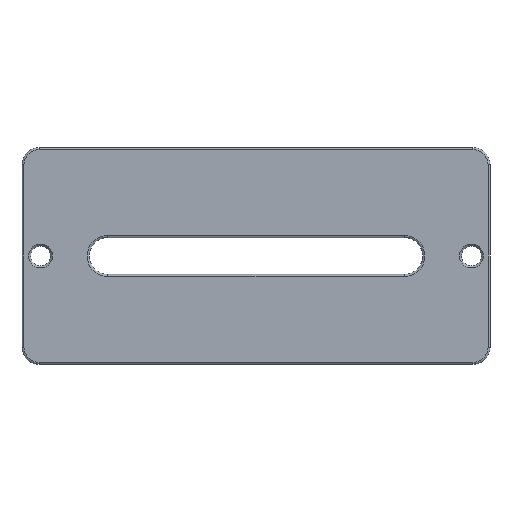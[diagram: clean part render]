
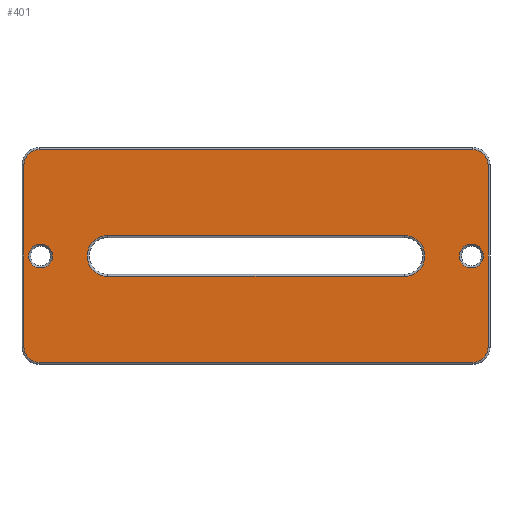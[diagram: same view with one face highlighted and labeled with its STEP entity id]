
A CAD part, front view. The second image highlights one B-rep face of the part: STEP entity #401.
In plain terms, the highlighted planar face has unit normal (0, -1, 0).
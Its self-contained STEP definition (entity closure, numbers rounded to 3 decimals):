
#16 = CARTESIAN_POINT ( 'NONE',  ( 0., 0., -3.575 ) ) ;
#18 = CIRCLE ( 'NONE', #987, 2.65 ) ;
#21 = CARTESIAN_POINT ( 'NONE',  ( 25.997, 0., -3.575 ) ) ;
#24 = CARTESIAN_POINT ( 'NONE',  ( -25.997, 0., -3.575 ) ) ;
#45 = DIRECTION ( 'NONE',  ( 1., 0., 0. ) ) ;
#49 = EDGE_CURVE ( 'NONE', #1100, #843, #943, .T. ) ;
#50 = DIRECTION ( 'NONE',  ( 0., -1., 0. ) ) ;
#63 = VECTOR ( 'NONE', #1091, 1000. ) ;
#73 = CARTESIAN_POINT ( 'NONE',  ( -37.75, 0., 0. ) ) ;
#81 = CARTESIAN_POINT ( 'NONE',  ( 0., 0., 0. ) ) ;
#82 = ORIENTED_EDGE ( 'NONE', *, *, #341, .T. ) ;
#91 = CARTESIAN_POINT ( 'NONE',  ( -38., 0., 16. ) ) ;
#101 = EDGE_CURVE ( 'NONE', #1208, #258, #848, .T. ) ;
#110 = DIRECTION ( 'NONE',  ( 0., 0., -1. ) ) ;
#113 = DIRECTION ( 'NONE',  ( 0., 0., -1. ) ) ;
#139 = EDGE_CURVE ( 'NONE', #898, #891, #828, .T. ) ;
#140 = EDGE_CURVE ( 'NONE', #1023, #1388, #570, .T. ) ;
#143 = EDGE_LOOP ( 'NONE', ( #1001, #1314 ) ) ;
#154 = CARTESIAN_POINT ( 'NONE',  ( -38., 0., 18.65 ) ) ;
#161 = ORIENTED_EDGE ( 'NONE', *, *, #737, .T. ) ;
#179 = VERTEX_POINT ( 'NONE', #607 ) ;
#191 = CARTESIAN_POINT ( 'NONE',  ( -25.997, 0., 0. ) ) ;
#196 = CIRCLE ( 'NONE', #266, 2.65 ) ;
#201 = CARTESIAN_POINT ( 'NONE',  ( -37.75, 0., 2.1 ) ) ;
#210 = LINE ( 'NONE', #310, #1404 ) ;
#222 = CARTESIAN_POINT ( 'NONE',  ( 38., 0., 16. ) ) ;
#256 = AXIS2_PLACEMENT_3D ( 'NONE', #1328, #563, #868 ) ;
#258 = VERTEX_POINT ( 'NONE', #1355 ) ;
#266 = AXIS2_PLACEMENT_3D ( 'NONE', #91, #759, #435 ) ;
#277 = EDGE_CURVE ( 'NONE', #643, #898, #1271, .T. ) ;
#310 = CARTESIAN_POINT ( 'NONE',  ( 40.65, 0., 16. ) ) ;
#315 = DIRECTION ( 'NONE',  ( 0., -1., 0. ) ) ;
#321 = AXIS2_PLACEMENT_3D ( 'NONE', #1073, #50, #1174 ) ;
#341 = EDGE_CURVE ( 'NONE', #1388, #572, #580, .T. ) ;
#357 = VERTEX_POINT ( 'NONE', #841 ) ;
#371 = AXIS2_PLACEMENT_3D ( 'NONE', #1013, #1141, #924 ) ;
#391 = CARTESIAN_POINT ( 'NONE',  ( 38., 0., -18.65 ) ) ;
#401 = ADVANCED_FACE ( 'NONE', ( #1286, #522, #1166, #1068 ), #516, .T. ) ;
#402 = EDGE_CURVE ( 'NONE', #258, #1208, #875, .T. ) ;
#410 = LINE ( 'NONE', #959, #1011 ) ;
#421 = CARTESIAN_POINT ( 'NONE',  ( 37.75, 0., -2.1 ) ) ;
#422 = EDGE_CURVE ( 'NONE', #572, #542, #410, .T. ) ;
#432 = EDGE_LOOP ( 'NONE', ( #482, #448 ) ) ;
#435 = DIRECTION ( 'NONE',  ( 0., 0., -1. ) ) ;
#437 = EDGE_LOOP ( 'NONE', ( #1305, #727, #1029, #1227, #1307, #1421, #1408, #161 ) ) ;
#440 = CARTESIAN_POINT ( 'NONE',  ( 38., 0., -18.65 ) ) ;
#448 = ORIENTED_EDGE ( 'NONE', *, *, #101, .T. ) ;
#456 = CARTESIAN_POINT ( 'NONE',  ( -37.75, 0., 0. ) ) ;
#463 = AXIS2_PLACEMENT_3D ( 'NONE', #73, #954, #1422 ) ;
#464 = DIRECTION ( 'NONE',  ( 0., -1., 0. ) ) ;
#482 = ORIENTED_EDGE ( 'NONE', *, *, #402, .T. ) ;
#491 = EDGE_CURVE ( 'NONE', #922, #867, #1061, .T. ) ;
#513 = AXIS2_PLACEMENT_3D ( 'NONE', #191, #847, #829 ) ;
#516 = PLANE ( 'NONE',  #602 ) ;
#522 = FACE_BOUND ( 'NONE', #143, .T. ) ;
#524 = EDGE_CURVE ( 'NONE', #357, #596, #18, .T. ) ;
#542 = VERTEX_POINT ( 'NONE', #766 ) ;
#563 = DIRECTION ( 'NONE',  ( 0., 1., 0. ) ) ;
#570 = LINE ( 'NONE', #16, #63 ) ;
#572 = VERTEX_POINT ( 'NONE', #1346 ) ;
#575 = EDGE_CURVE ( 'NONE', #596, #179, #1255, .T. ) ;
#580 = CIRCLE ( 'NONE', #513, 3.575 ) ;
#590 = CARTESIAN_POINT ( 'NONE',  ( -40.65, 0., 16. ) ) ;
#596 = VERTEX_POINT ( 'NONE', #1235 ) ;
#602 = AXIS2_PLACEMENT_3D ( 'NONE', #81, #1063, #853 ) ;
#607 = CARTESIAN_POINT ( 'NONE',  ( -38., 0., 18.65 ) ) ;
#637 = DIRECTION ( 'NONE',  ( 0., 0., -1. ) ) ;
#638 = EDGE_CURVE ( 'NONE', #542, #1023, #989, .T. ) ;
#643 = VERTEX_POINT ( 'NONE', #910 ) ;
#658 = EDGE_LOOP ( 'NONE', ( #1198, #700, #1329, #82 ) ) ;
#670 = CIRCLE ( 'NONE', #738, 2.1 ) ;
#700 = ORIENTED_EDGE ( 'NONE', *, *, #638, .T. ) ;
#727 = ORIENTED_EDGE ( 'NONE', *, *, #139, .T. ) ;
#737 = EDGE_CURVE ( 'NONE', #843, #643, #938, .T. ) ;
#738 = AXIS2_PLACEMENT_3D ( 'NONE', #1315, #1110, #113 ) ;
#743 = CARTESIAN_POINT ( 'NONE',  ( -40.65, 0., -16. ) ) ;
#759 = DIRECTION ( 'NONE',  ( 0., -1., 0. ) ) ;
#766 = CARTESIAN_POINT ( 'NONE',  ( 25.997, 0., 3.575 ) ) ;
#770 = CARTESIAN_POINT ( 'NONE',  ( 40.65, 0., -16. ) ) ;
#828 = CIRCLE ( 'NONE', #1249, 2.65 ) ;
#829 = DIRECTION ( 'NONE',  ( 0., 0., -1. ) ) ;
#841 = CARTESIAN_POINT ( 'NONE',  ( 40.65, 0., 16. ) ) ;
#843 = VERTEX_POINT ( 'NONE', #743 ) ;
#847 = DIRECTION ( 'NONE',  ( 0., 1., 0. ) ) ;
#848 = CIRCLE ( 'NONE', #873, 2.1 ) ;
#853 = DIRECTION ( 'NONE',  ( 0., 0., -1. ) ) ;
#867 = VERTEX_POINT ( 'NONE', #1435 ) ;
#868 = DIRECTION ( 'NONE',  ( 0., 0., -1. ) ) ;
#873 = AXIS2_PLACEMENT_3D ( 'NONE', #456, #1219, #1339 ) ;
#875 = CIRCLE ( 'NONE', #463, 2.1 ) ;
#891 = VERTEX_POINT ( 'NONE', #770 ) ;
#898 = VERTEX_POINT ( 'NONE', #440 ) ;
#910 = CARTESIAN_POINT ( 'NONE',  ( -38., 0., -18.65 ) ) ;
#922 = VERTEX_POINT ( 'NONE', #421 ) ;
#924 = DIRECTION ( 'NONE',  ( 0., 0., -1. ) ) ;
#938 = CIRCLE ( 'NONE', #321, 2.65 ) ;
#943 = LINE ( 'NONE', #1185, #1225 ) ;
#948 = EDGE_CURVE ( 'NONE', #867, #922, #670, .T. ) ;
#954 = DIRECTION ( 'NONE',  ( 0., 1., 0. ) ) ;
#959 = CARTESIAN_POINT ( 'NONE',  ( 0., 0., 3.575 ) ) ;
#987 = AXIS2_PLACEMENT_3D ( 'NONE', #222, #315, #991 ) ;
#989 = CIRCLE ( 'NONE', #371, 3.575 ) ;
#991 = DIRECTION ( 'NONE',  ( 0., 0., -1. ) ) ;
#1001 = ORIENTED_EDGE ( 'NONE', *, *, #491, .T. ) ;
#1011 = VECTOR ( 'NONE', #1416, 1000. ) ;
#1013 = CARTESIAN_POINT ( 'NONE',  ( 25.997, 0., 0. ) ) ;
#1023 = VERTEX_POINT ( 'NONE', #21 ) ;
#1029 = ORIENTED_EDGE ( 'NONE', *, *, #1214, .T. ) ;
#1061 = CIRCLE ( 'NONE', #256, 2.1 ) ;
#1063 = DIRECTION ( 'NONE',  ( 0., -1., 0. ) ) ;
#1068 = FACE_OUTER_BOUND ( 'NONE', #437, .T. ) ;
#1073 = CARTESIAN_POINT ( 'NONE',  ( -38., 0., -16. ) ) ;
#1091 = DIRECTION ( 'NONE',  ( -1., 0., 0. ) ) ;
#1100 = VERTEX_POINT ( 'NONE', #590 ) ;
#1105 = CARTESIAN_POINT ( 'NONE',  ( 38., 0., -16. ) ) ;
#1110 = DIRECTION ( 'NONE',  ( 0., 1., 0. ) ) ;
#1136 = DIRECTION ( 'NONE',  ( -1., 0., 0. ) ) ;
#1141 = DIRECTION ( 'NONE',  ( 0., 1., 0. ) ) ;
#1166 = FACE_BOUND ( 'NONE', #658, .T. ) ;
#1174 = DIRECTION ( 'NONE',  ( 0., 0., -1. ) ) ;
#1185 = CARTESIAN_POINT ( 'NONE',  ( -40.65, 0., -16. ) ) ;
#1193 = EDGE_CURVE ( 'NONE', #179, #1100, #196, .T. ) ;
#1195 = DIRECTION ( 'NONE',  ( 0., 0., 1. ) ) ;
#1198 = ORIENTED_EDGE ( 'NONE', *, *, #422, .T. ) ;
#1208 = VERTEX_POINT ( 'NONE', #201 ) ;
#1214 = EDGE_CURVE ( 'NONE', #891, #357, #210, .T. ) ;
#1219 = DIRECTION ( 'NONE',  ( 0., 1., 0. ) ) ;
#1225 = VECTOR ( 'NONE', #637, 1000. ) ;
#1227 = ORIENTED_EDGE ( 'NONE', *, *, #524, .T. ) ;
#1235 = CARTESIAN_POINT ( 'NONE',  ( 38., 0., 18.65 ) ) ;
#1249 = AXIS2_PLACEMENT_3D ( 'NONE', #1105, #464, #110 ) ;
#1255 = LINE ( 'NONE', #154, #1278 ) ;
#1271 = LINE ( 'NONE', #391, #1366 ) ;
#1278 = VECTOR ( 'NONE', #1136, 1000. ) ;
#1286 = FACE_BOUND ( 'NONE', #432, .T. ) ;
#1305 = ORIENTED_EDGE ( 'NONE', *, *, #277, .T. ) ;
#1307 = ORIENTED_EDGE ( 'NONE', *, *, #575, .T. ) ;
#1314 = ORIENTED_EDGE ( 'NONE', *, *, #948, .T. ) ;
#1315 = CARTESIAN_POINT ( 'NONE',  ( 37.75, 0., 0. ) ) ;
#1328 = CARTESIAN_POINT ( 'NONE',  ( 37.75, 0., 0. ) ) ;
#1329 = ORIENTED_EDGE ( 'NONE', *, *, #140, .T. ) ;
#1339 = DIRECTION ( 'NONE',  ( 0., 0., -1. ) ) ;
#1346 = CARTESIAN_POINT ( 'NONE',  ( -25.997, 0., 3.575 ) ) ;
#1355 = CARTESIAN_POINT ( 'NONE',  ( -37.75, 0., -2.1 ) ) ;
#1366 = VECTOR ( 'NONE', #45, 1000. ) ;
#1388 = VERTEX_POINT ( 'NONE', #24 ) ;
#1404 = VECTOR ( 'NONE', #1195, 1000. ) ;
#1408 = ORIENTED_EDGE ( 'NONE', *, *, #49, .T. ) ;
#1416 = DIRECTION ( 'NONE',  ( 1., 0., 0. ) ) ;
#1421 = ORIENTED_EDGE ( 'NONE', *, *, #1193, .T. ) ;
#1422 = DIRECTION ( 'NONE',  ( 0., 0., -1. ) ) ;
#1435 = CARTESIAN_POINT ( 'NONE',  ( 37.75, 0., 2.1 ) ) ;
